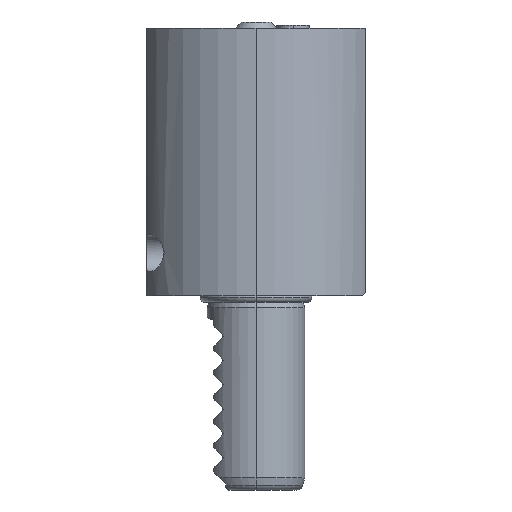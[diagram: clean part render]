
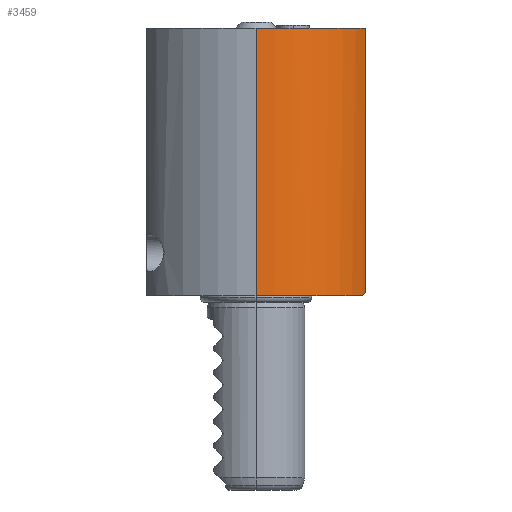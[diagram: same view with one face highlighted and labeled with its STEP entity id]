
A CAD part, left-side view. The second image highlights one B-rep face of the part: STEP entity #3459.
In plain terms, the highlighted cylindrical face has radius 20 mm (diameter 40 mm), a partial arc.
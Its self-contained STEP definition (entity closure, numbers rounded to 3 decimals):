
#135 = VERTEX_POINT ( 'NONE', #1819 ) ;
#688 = CARTESIAN_POINT ( 'NONE',  ( -49.348, -4.389, 2.374 ) ) ;
#892 = CARTESIAN_POINT ( 'NONE',  ( -48.383, -4.889, 2.874 ) ) ;
#1043 = CARTESIAN_POINT ( 'NONE',  ( -39.666, 13.111, 46.374 ) ) ;
#1189 = ORIENTED_EDGE ( 'NONE', *, *, #6687, .T. ) ;
#1307 = DIRECTION ( 'NONE',  ( -1., 0., 0. ) ) ;
#1363 = CARTESIAN_POINT ( 'NONE',  ( -39.666, 13.111, 2.374 ) ) ;
#1419 = CARTESIAN_POINT ( 'NONE',  ( -59.666, 13.111, 46.374 ) ) ;
#1715 = LINE ( 'NONE', #8212, #3214 ) ;
#1730 = EDGE_CURVE ( 'NONE', #135, #2214, #7138, .T. ) ;
#1819 = CARTESIAN_POINT ( 'NONE',  ( -49.348, -4.389, 2.374 ) ) ;
#1840 = CIRCLE ( 'NONE', #5425, 20. ) ;
#1896 = ORIENTED_EDGE ( 'NONE', *, *, #7903, .T. ) ;
#1976 = AXIS2_PLACEMENT_3D ( 'NONE', #1043, #8572, #4487 ) ;
#2181 = LINE ( 'NONE', #2292, #3233 ) ;
#2214 = VERTEX_POINT ( 'NONE', #2380 ) ;
#2292 = CARTESIAN_POINT ( 'NONE',  ( -48.383, -4.889, 46.374 ) ) ;
#2380 = CARTESIAN_POINT ( 'NONE',  ( -59.666, 13.111, 2.374 ) ) ;
#2762 = CARTESIAN_POINT ( 'NONE',  ( -49.031, -4.564, 2.549 ) ) ;
#2827 = CYLINDRICAL_SURFACE ( 'NONE', #1976, 20. ) ;
#3214 = VECTOR ( 'NONE', #6002, 1000. ) ;
#3233 = VECTOR ( 'NONE', #7626, 1000. ) ;
#3388 = ORIENTED_EDGE ( 'NONE', *, *, #1730, .F. ) ;
#3459 = ADVANCED_FACE ( 'NONE', ( #4540 ), #2827, .T. ) ;
#3604 = VERTEX_POINT ( 'NONE', #892 ) ;
#4019 = DIRECTION ( 'NONE',  ( 0., 0., -1. ) ) ;
#4160 = EDGE_CURVE ( 'NONE', #135, #3604, #6376, .T. ) ;
#4365 = ORIENTED_EDGE ( 'NONE', *, *, #4160, .T. ) ;
#4487 = DIRECTION ( 'NONE',  ( -1., 0., 0. ) ) ;
#4540 = FACE_OUTER_BOUND ( 'NONE', #8416, .T. ) ;
#5030 = CARTESIAN_POINT ( 'NONE',  ( -48.383, -4.889, 46.374 ) ) ;
#5311 = DIRECTION ( 'NONE',  ( 0., 0., 1. ) ) ;
#5425 = AXIS2_PLACEMENT_3D ( 'NONE', #7353, #5311, #7329 ) ;
#6002 = DIRECTION ( 'NONE',  ( 0., 0., -1. ) ) ;
#6011 = VERTEX_POINT ( 'NONE', #1419 ) ;
#6020 = AXIS2_PLACEMENT_3D ( 'NONE', #1363, #4019, #1307 ) ;
#6376 =( BOUNDED_CURVE ( )  B_SPLINE_CURVE ( 3, ( #688, #2762, #7456, #7568 ),
 .UNSPECIFIED., .F., .T. ) 
 B_SPLINE_CURVE_WITH_KNOTS ( ( 4, 4 ),
 ( 2.636, 2.691 ),
 .UNSPECIFIED. ) 
 CURVE ( )  GEOMETRIC_REPRESENTATION_ITEM ( )  RATIONAL_B_SPLINE_CURVE ( ( 1., 1., 1., 1. ) ) 
 REPRESENTATION_ITEM ( '' )  );
#6687 = EDGE_CURVE ( 'NONE', #3604, #6699, #2181, .T. ) ;
#6699 = VERTEX_POINT ( 'NONE', #5030 ) ;
#7138 = CIRCLE ( 'NONE', #6020, 20. ) ;
#7329 = DIRECTION ( 'NONE',  ( 1., 0., 0. ) ) ;
#7353 = CARTESIAN_POINT ( 'NONE',  ( -39.666, 13.111, 46.374 ) ) ;
#7427 = EDGE_CURVE ( 'NONE', #6011, #6699, #1840, .T. ) ;
#7456 = CARTESIAN_POINT ( 'NONE',  ( -48.709, -4.731, 2.716 ) ) ;
#7568 = CARTESIAN_POINT ( 'NONE',  ( -48.383, -4.889, 2.874 ) ) ;
#7626 = DIRECTION ( 'NONE',  ( 0., 0., 1. ) ) ;
#7903 = EDGE_CURVE ( 'NONE', #6011, #2214, #1715, .T. ) ;
#8087 = ORIENTED_EDGE ( 'NONE', *, *, #7427, .F. ) ;
#8212 = CARTESIAN_POINT ( 'NONE',  ( -59.666, 13.111, 46.374 ) ) ;
#8416 = EDGE_LOOP ( 'NONE', ( #8087, #1896, #3388, #4365, #1189 ) ) ;
#8572 = DIRECTION ( 'NONE',  ( 0., 0., -1. ) ) ;
